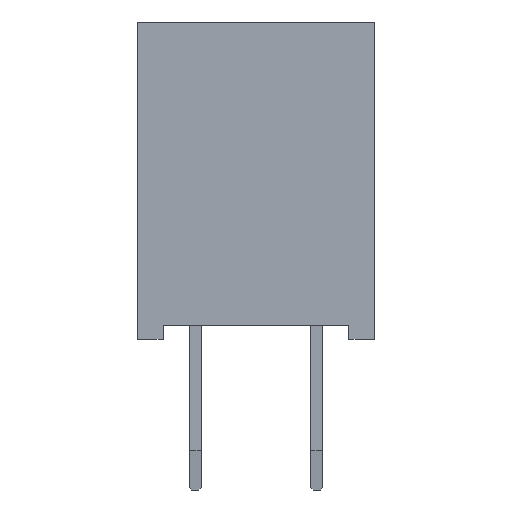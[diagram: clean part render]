
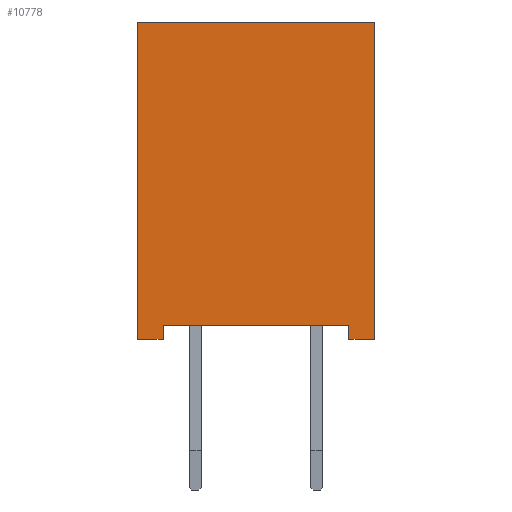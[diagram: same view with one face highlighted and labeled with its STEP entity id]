
A CAD part, left-side view. The second image highlights one B-rep face of the part: STEP entity #10778.
In plain terms, the highlighted planar face has unit normal (-1, 0, 0).
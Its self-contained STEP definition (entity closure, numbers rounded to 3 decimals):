
#52=DIRECTION('',(0.,-1.,0.));
#53=VECTOR('',#52,0.545);
#54=CARTESIAN_POINT('',(-27.553,1.833,0.));
#55=LINE('',#54,#53);
#66=DIRECTION('',(0.,0.,1.));
#67=VECTOR('',#66,0.3);
#68=CARTESIAN_POINT('',(-27.553,1.288,0.));
#69=LINE('',#68,#67);
#626=DIRECTION('',(0.,-1.,0.));
#627=VECTOR('',#626,3.94);
#628=CARTESIAN_POINT('',(-27.553,1.288,0.3));
#629=LINE('',#628,#627);
#1291=DIRECTION('',(0.,0.,1.));
#1292=VECTOR('',#1291,6.73);
#1293=CARTESIAN_POINT('',(-27.553,1.833,0.));
#1294=LINE('',#1293,#1292);
#1298=DIRECTION('',(0.,-1.,0.));
#1299=VECTOR('',#1298,5.03);
#1300=CARTESIAN_POINT('',(-27.553,1.833,6.73));
#1301=LINE('',#1300,#1299);
#1305=DIRECTION('',(0.,0.,1.));
#1306=VECTOR('',#1305,0.3);
#1307=CARTESIAN_POINT('',(-27.553,-2.652,0.));
#1308=LINE('',#1307,#1306);
#1354=DIRECTION('',(0.,-1.,0.));
#1355=VECTOR('',#1354,0.545);
#1356=CARTESIAN_POINT('',(-27.553,-2.652,0.));
#1357=LINE('',#1356,#1355);
#1375=DIRECTION('',(0.,0.,1.));
#1376=VECTOR('',#1375,6.73);
#1377=CARTESIAN_POINT('',(-27.553,-3.197,0.));
#1378=LINE('',#1377,#1376);
#8025=CARTESIAN_POINT('',(-27.553,1.288,0.));
#8027=VERTEX_POINT('',#8025);
#8031=CARTESIAN_POINT('',(-27.553,1.833,0.));
#8032=VERTEX_POINT('',#8031);
#8041=CARTESIAN_POINT('',(-27.553,1.288,0.3));
#8042=VERTEX_POINT('',#8041);
#8267=CARTESIAN_POINT('',(-27.553,-2.652,0.3));
#8268=VERTEX_POINT('',#8267);
#8479=CARTESIAN_POINT('',(-27.553,-2.652,0.));
#8480=VERTEX_POINT('',#8479);
#8513=CARTESIAN_POINT('',(-27.553,1.833,6.73));
#8514=CARTESIAN_POINT('',(-27.553,-3.197,6.73));
#8515=VERTEX_POINT('',#8513);
#8516=VERTEX_POINT('',#8514);
#8725=CARTESIAN_POINT('',(-27.553,-3.197,0.));
#8726=VERTEX_POINT('',#8725);
#10760=CARTESIAN_POINT('',(-27.553,1.833,0.));
#10761=DIRECTION('',(-1.,0.,0.));
#10762=DIRECTION('',(0.,-1.,0.));
#10763=AXIS2_PLACEMENT_3D('',#10760,#10761,#10762);
#10764=PLANE('',#10763);
#10765=ORIENTED_EDGE('',*,*,#9550,.F.);
#10766=ORIENTED_EDGE('',*,*,#9524,.F.);
#10768=ORIENTED_EDGE('',*,*,#10767,.T.);
#10769=ORIENTED_EDGE('',*,*,#10483,.T.);
#10771=ORIENTED_EDGE('',*,*,#10770,.F.);
#10773=ORIENTED_EDGE('',*,*,#10772,.F.);
#10774=ORIENTED_EDGE('',*,*,#10316,.T.);
#10775=ORIENTED_EDGE('',*,*,#9970,.F.);
#10776=EDGE_LOOP('',(#10765,#10766,#10768,#10769,#10771,#10773,#10774,#10775));
#10777=FACE_OUTER_BOUND('',#10776,.F.);
#9524=EDGE_CURVE('',#8032,#8027,#55,.T.);
#9550=EDGE_CURVE('',#8027,#8042,#69,.T.);
#9970=EDGE_CURVE('',#8042,#8268,#629,.T.);
#10316=EDGE_CURVE('',#8480,#8268,#1308,.T.);
#10483=EDGE_CURVE('',#8515,#8516,#1301,.T.);
#10767=EDGE_CURVE('',#8032,#8515,#1294,.T.);
#10770=EDGE_CURVE('',#8726,#8516,#1378,.T.);
#10772=EDGE_CURVE('',#8480,#8726,#1357,.T.);
#10778=ADVANCED_FACE('',(#10777),#10764,.T.);
